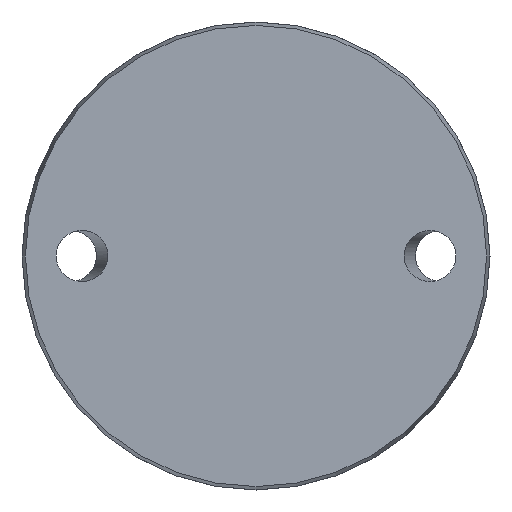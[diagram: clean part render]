
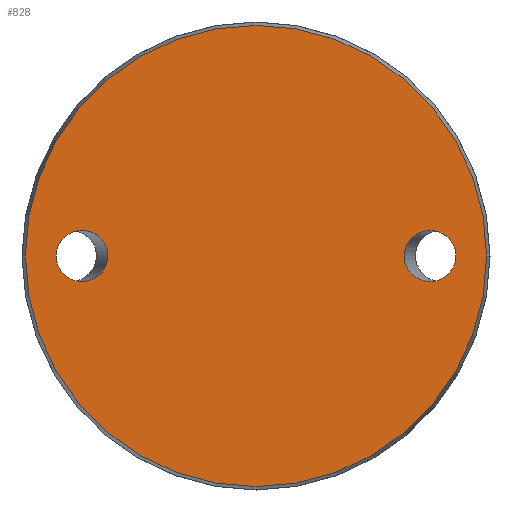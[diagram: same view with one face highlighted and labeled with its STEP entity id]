
A CAD part, front view. The second image highlights one B-rep face of the part: STEP entity #828.
In plain terms, the highlighted planar face has unit normal (0, -1, 0).
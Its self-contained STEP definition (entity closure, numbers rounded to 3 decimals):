
#25 = CARTESIAN_POINT ( 'NONE',  ( -38.425, 0., 0. ) ) ;
#49 =( BOUNDED_CURVE ( )  B_SPLINE_CURVE ( 3, ( #113, #188, #252, #467, #266, #384, #529 ),
 .UNSPECIFIED., .T., .F. ) 
 B_SPLINE_CURVE_WITH_KNOTS ( ( 4, 3, 4 ),
 ( 0., 3.142, 6.283 ),
 .UNSPECIFIED. ) 
 CURVE ( )  GEOMETRIC_REPRESENTATION_ITEM ( )  RATIONAL_B_SPLINE_CURVE ( ( 1., 0.333, 0.333, 1., 0.333, 0.333, 1. ) ) 
 REPRESENTATION_ITEM ( '' )  );
#57 = EDGE_LOOP ( 'NONE', ( #837 ) ) ;
#65 = CARTESIAN_POINT ( 'NONE',  ( 33.309, 0., 8.5 ) ) ;
#72 = CARTESIAN_POINT ( 'NONE',  ( 24.691, 0., 0. ) ) ;
#76 = CARTESIAN_POINT ( 'NONE',  ( 33.309, 0., -8.5 ) ) ;
#94 = FACE_OUTER_BOUND ( 'NONE', #57, .T. ) ;
#113 = CARTESIAN_POINT ( 'NONE',  ( -33.309, 0., 0. ) ) ;
#157 = EDGE_CURVE ( 'NONE', #742, #742, #49, .T. ) ;
#160 = EDGE_CURVE ( 'NONE', #808, #808, #846, .T. ) ;
#188 = CARTESIAN_POINT ( 'NONE',  ( -33.309, 0., 8.5 ) ) ;
#189 = EDGE_LOOP ( 'NONE', ( #541 ) ) ;
#192 = DIRECTION ( 'NONE',  ( 0., -1., 0. ) ) ;
#203 = AXIS2_PLACEMENT_3D ( 'NONE', #313, #192, #539 ) ;
#252 = CARTESIAN_POINT ( 'NONE',  ( -24.691, 0., 8.5 ) ) ;
#266 = CARTESIAN_POINT ( 'NONE',  ( -24.691, 0., -8.5 ) ) ;
#280 = CARTESIAN_POINT ( 'NONE',  ( 24.691, 0., 0. ) ) ;
#291 = AXIS2_PLACEMENT_3D ( 'NONE', #25, #308, #606 ) ;
#308 = DIRECTION ( 'NONE',  ( 0., 1., 0. ) ) ;
#313 = CARTESIAN_POINT ( 'NONE',  ( 0., 0., 0. ) ) ;
#326 = CARTESIAN_POINT ( 'NONE',  ( -33.309, 0., 0. ) ) ;
#345 = EDGE_LOOP ( 'NONE', ( #473 ) ) ;
#351 = CARTESIAN_POINT ( 'NONE',  ( 33.309, 0., 0. ) ) ;
#367 = EDGE_CURVE ( 'NONE', #617, #617, #770, .T. ) ;
#376 = PLANE ( 'NONE',  #291 ) ;
#384 = CARTESIAN_POINT ( 'NONE',  ( -33.309, 0., -8.5 ) ) ;
#407 = CARTESIAN_POINT ( 'NONE',  ( 24.691, 0., -8.5 ) ) ;
#444 = FACE_BOUND ( 'NONE', #189, .T. ) ;
#467 = CARTESIAN_POINT ( 'NONE',  ( -24.691, 0., 0. ) ) ;
#473 = ORIENTED_EDGE ( 'NONE', *, *, #367, .F. ) ;
#529 = CARTESIAN_POINT ( 'NONE',  ( -33.309, 0., 0. ) ) ;
#539 = DIRECTION ( 'NONE',  ( 0., 0., -1. ) ) ;
#541 = ORIENTED_EDGE ( 'NONE', *, *, #157, .T. ) ;
#606 = DIRECTION ( 'NONE',  ( 0., 0., 1. ) ) ;
#617 = VERTEX_POINT ( 'NONE', #830 ) ;
#683 = CARTESIAN_POINT ( 'NONE',  ( 0., 0., -38.425 ) ) ;
#693 = CARTESIAN_POINT ( 'NONE',  ( 24.691, 0., 8.5 ) ) ;
#742 = VERTEX_POINT ( 'NONE', #326 ) ;
#770 =( BOUNDED_CURVE ( )  B_SPLINE_CURVE ( 3, ( #72, #407, #76, #351, #65, #693, #280 ),
 .UNSPECIFIED., .T., .F. ) 
 B_SPLINE_CURVE_WITH_KNOTS ( ( 4, 3, 4 ),
 ( 0., 3.142, 6.283 ),
 .UNSPECIFIED. ) 
 CURVE ( )  GEOMETRIC_REPRESENTATION_ITEM ( )  RATIONAL_B_SPLINE_CURVE ( ( 1., 0.333, 0.333, 1., 0.333, 0.333, 1. ) ) 
 REPRESENTATION_ITEM ( '' )  );
#808 = VERTEX_POINT ( 'NONE', #683 ) ;
#828 = ADVANCED_FACE ( 'NONE', ( #444, #869, #94 ), #376, .F. ) ;
#830 = CARTESIAN_POINT ( 'NONE',  ( 24.691, 0., 0. ) ) ;
#837 = ORIENTED_EDGE ( 'NONE', *, *, #160, .T. ) ;
#846 = CIRCLE ( 'NONE', #203, 38.425 ) ;
#869 = FACE_BOUND ( 'NONE', #345, .T. ) ;
